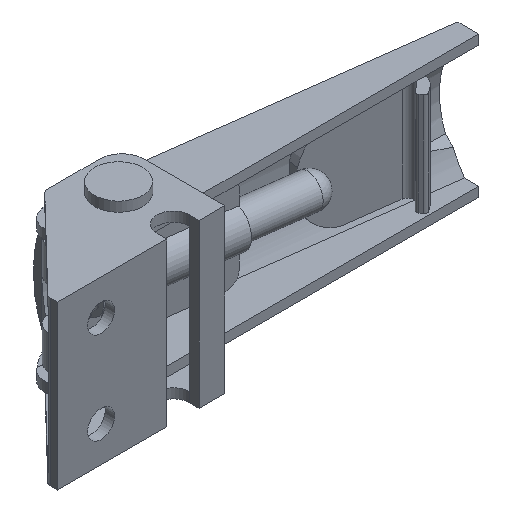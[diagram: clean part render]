
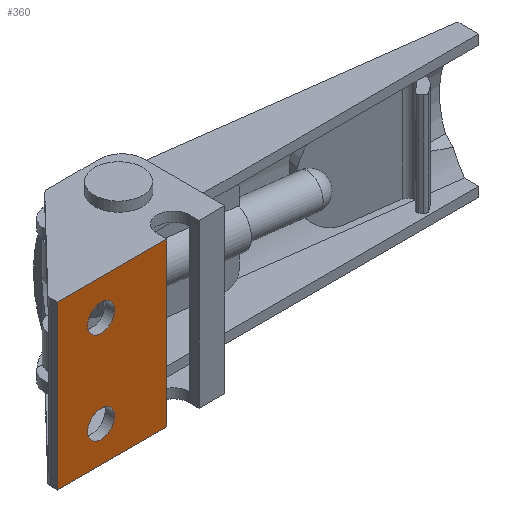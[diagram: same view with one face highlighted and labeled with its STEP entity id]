
A CAD part, isometric view. The second image highlights one B-rep face of the part: STEP entity #360.
In plain terms, the highlighted planar face has unit normal (0, -1, 0).
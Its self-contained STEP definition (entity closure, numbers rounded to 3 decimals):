
#360 = ADVANCED_FACE( '', ( #732, #733, #734 ), #735, .F. );
#732 = FACE_BOUND( '', #1137, .T. );
#733 = FACE_BOUND( '', #1138, .T. );
#734 = FACE_OUTER_BOUND( '', #1139, .T. );
#735 = PLANE( '', #1140 );
#1137 = EDGE_LOOP( '', ( #1919 ) );
#1138 = EDGE_LOOP( '', ( #1920 ) );
#1139 = EDGE_LOOP( '', ( #1921, #1922, #1923, #1924 ) );
#1140 = AXIS2_PLACEMENT_3D( '', #1925, #1926, #1927 );
#1919 = ORIENTED_EDGE( '', *, *, #2656, .T. );
#1920 = ORIENTED_EDGE( '', *, *, #2571, .T. );
#1921 = ORIENTED_EDGE( '', *, *, #2445, .T. );
#1922 = ORIENTED_EDGE( '', *, *, #2657, .F. );
#1923 = ORIENTED_EDGE( '', *, *, #2658, .F. );
#1924 = ORIENTED_EDGE( '', *, *, #2659, .T. );
#1925 = CARTESIAN_POINT( '', ( -19.5, -10., 12.65 ) );
#1926 = DIRECTION( '', ( 0., 1., 0. ) );
#1927 = DIRECTION( '', ( 0., 0., 1. ) );
#2445 = EDGE_CURVE( '', #2924, #2922, #2925, .T. );
#2571 = EDGE_CURVE( '', #3120, #3120, #3121, .T. );
#2656 = EDGE_CURVE( '', #3243, #3243, #3244, .T. );
#2657 = EDGE_CURVE( '', #3245, #2922, #3246, .T. );
#2658 = EDGE_CURVE( '', #3247, #3245, #3248, .T. );
#2659 = EDGE_CURVE( '', #3247, #2924, #3249, .T. );
#2922 = VERTEX_POINT( '', #3627 );
#2924 = VERTEX_POINT( '', #3630 );
#2925 = LINE( '', #3631, #3632 );
#3120 = VERTEX_POINT( '', #3974 );
#3121 = CIRCLE( '', #3975, 2.1 );
#3243 = VERTEX_POINT( '', #4153 );
#3244 = CIRCLE( '', #4154, 2.1 );
#3245 = VERTEX_POINT( '', #4155 );
#3246 = LINE( '', #4156, #4157 );
#3247 = VERTEX_POINT( '', #4158 );
#3248 = LINE( '', #4159, #4160 );
#3249 = LINE( '', #4161, #4162 );
#3627 = CARTESIAN_POINT( '', ( -2.5, -10., -12.65 ) );
#3630 = CARTESIAN_POINT( '', ( -19.5, -10., -12.65 ) );
#3631 = CARTESIAN_POINT( '', ( -19.5, -10., -12.65 ) );
#3632 = VECTOR( '', #4448, 1000. );
#3974 = CARTESIAN_POINT( '', ( -10.6, -10., -7.15 ) );
#3975 = AXIS2_PLACEMENT_3D( '', #4616, #4617, #4618 );
#4153 = CARTESIAN_POINT( '', ( -10.6, -10., 7.15 ) );
#4154 = AXIS2_PLACEMENT_3D( '', #4724, #4725, #4726 );
#4155 = CARTESIAN_POINT( '', ( -2.5, -10., 12.65 ) );
#4156 = CARTESIAN_POINT( '', ( -2.5, -10., 12.65 ) );
#4157 = VECTOR( '', #4727, 1000. );
#4158 = CARTESIAN_POINT( '', ( -19.5, -10., 12.65 ) );
#4159 = CARTESIAN_POINT( '', ( -19.5, -10., 12.65 ) );
#4160 = VECTOR( '', #4728, 1000. );
#4161 = CARTESIAN_POINT( '', ( -19.5, -10., 12.65 ) );
#4162 = VECTOR( '', #4729, 1000. );
#4448 = DIRECTION( '', ( 1., 0., 0. ) );
#4616 = CARTESIAN_POINT( '', ( -12.7, -10., -7.15 ) );
#4617 = DIRECTION( '', ( 0., 1., 0. ) );
#4618 = DIRECTION( '', ( 1., 0., 0. ) );
#4724 = CARTESIAN_POINT( '', ( -12.7, -10., 7.15 ) );
#4725 = DIRECTION( '', ( 0., 1., 0. ) );
#4726 = DIRECTION( '', ( 1., 0., 0. ) );
#4727 = DIRECTION( '', ( 0., 0., -1. ) );
#4728 = DIRECTION( '', ( 1., 0., 0. ) );
#4729 = DIRECTION( '', ( 0., 0., -1. ) );
